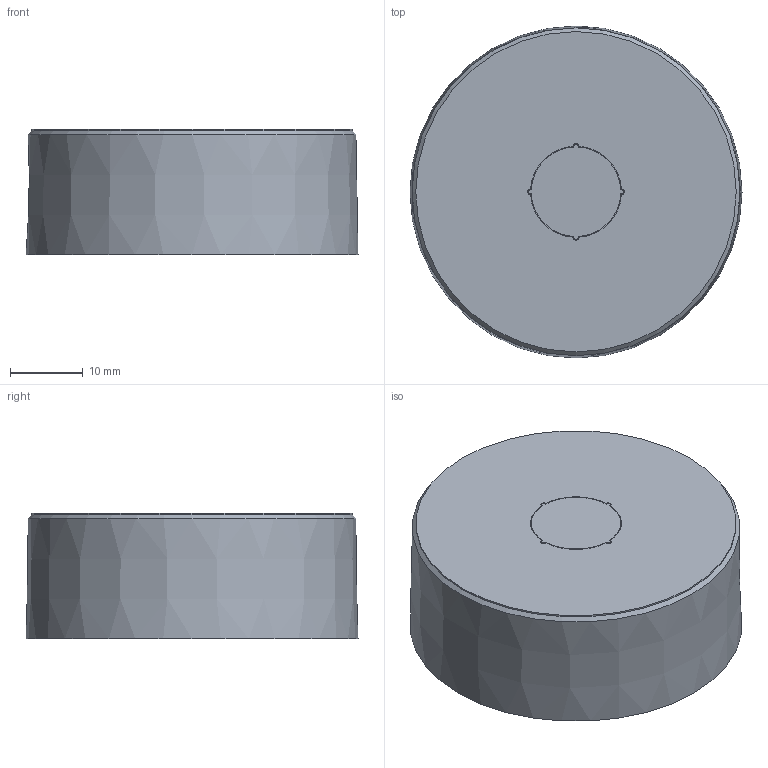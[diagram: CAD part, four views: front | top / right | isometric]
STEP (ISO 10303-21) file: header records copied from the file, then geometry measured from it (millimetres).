
FILE_DESCRIPTION(/* description */ ('Zubehör Objektivabdeckung'),/* implementation_level */ '2;1');
FILE_NAME(/* name */ 'Window-Polar.stp',/* time_stamp */ '2020-05-06T08:37:00+02:00',/* author */ ('C. Kuhn'),/* organization */ ('di-soric GmbH & Co. KG'),/* preprocessor_version */ 'ST-DEVELOPER v18',/* originating_system */ 'Autodesk Inventor 2020',/* authorisation */ '');
FILE_SCHEMA (('AUTOMOTIVE_DESIGN { 1 0 10303 214 3 1 1 }'));
Length unit declared in the file: millimetre
Products named in the file (5): XXXXXX; 650.0757.219; 600.0553.120; XXX.XXXX.XXX; XXX.XXXX.XXX_1
Assembly tree (4 placements, depth 2):
  XXXXXX
    650.0757.219
    600.0553.120
    XXX.XXXX.XXX
    XXX.XXXX.XXX_1
Bounding box: 45.59 x 45.59 x 17.21 mm (x, y, z)
Volume: 7406.4 mm3; surface area: 11676.8 mm2
Topology: 5 solids, 5 shells, 53 faces, 123 edges, 83 vertices
Faces by surface type: cylinder 22, plane 21, cone 9, torus 1
Full cylindrical faces by diameter (mm): 10.5 x1, 13.5 x1, 43.2 x1, 44 x1
Entity records: 1755 total; most frequent: DIRECTION 311, CARTESIAN_POINT 284, ORIENTED_EDGE 246, AXIS2_PLACEMENT_3D 134, EDGE_CURVE 123, VERTEX_POINT 83, CIRCLE 72, EDGE_LOOP 62
